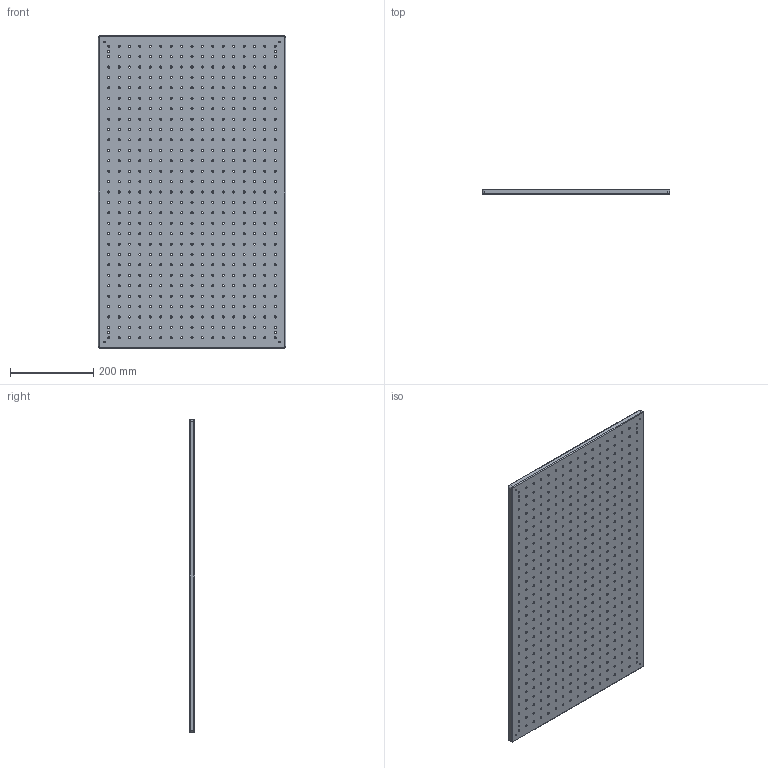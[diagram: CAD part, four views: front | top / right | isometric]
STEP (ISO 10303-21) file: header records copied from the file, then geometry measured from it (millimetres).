
FILE_DESCRIPTION (( 'STEP AP203' ), '1' );
FILE_NAME ('BR4575-1M.STEP', '2023-04-26T04:05:52', ( '' ), ( '' ), 'SwSTEP 2.0', 'SolidWorks 2022', '' );
FILE_SCHEMA (( 'CONFIG_CONTROL_DESIGN' ));
Length unit declared in the file: millimetre
Products named in the file (1): BR4575-1M
Bounding box: 450 x 13 x 750 mm (x, y, z)
Volume: 4255403.3 mm3; surface area: 784520.7 mm2
Topology: 1 solids, 1 shells, 1040 faces, 3086 edges, 2052 vertices
Faces by surface type: cylinder 1022, plane 10, torus 8
Entity records: 38175 total; most frequent: DIRECTION 7220, CARTESIAN_POINT 6179, ORIENTED_EDGE 6172, AXIS2_PLACEMENT_3D 3093, EDGE_CURVE 3086, VERTEX_POINT 2052, CIRCLE 2052, EDGE_LOOP 2046
